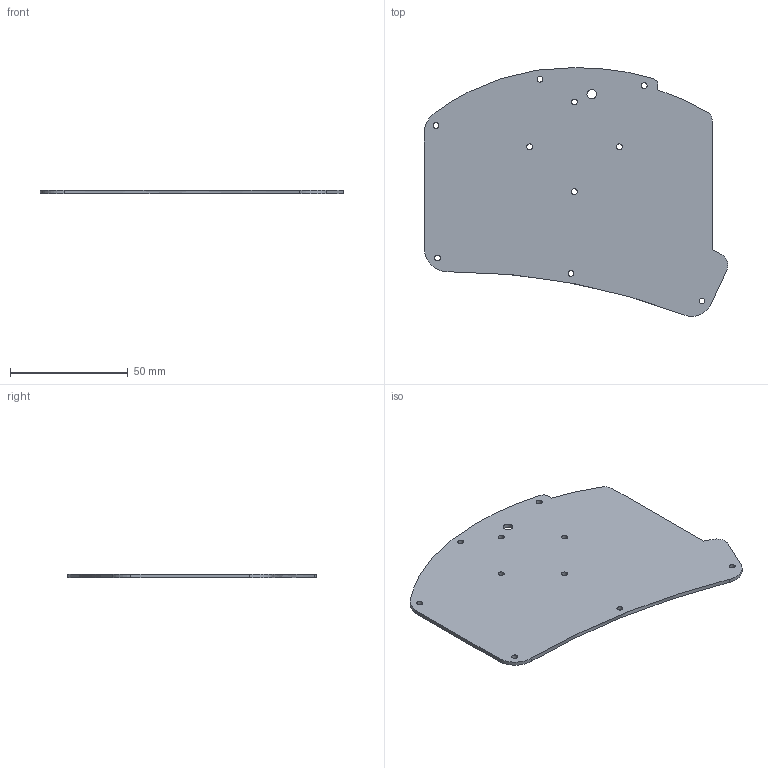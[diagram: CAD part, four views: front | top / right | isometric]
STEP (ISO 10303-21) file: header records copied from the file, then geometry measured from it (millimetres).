
FILE_DESCRIPTION(/* description */ (''),/* implementation_level */ '2;1');
FILE_NAME(/* name */ 'swweeep-bot-left.step',/* time_stamp */ '2022-10-26T23:35:11-07:00',/* author */ (''),/* organization */ (''),/* preprocessor_version */ 'ST-DEVELOPER v19.2',/* originating_system */ 'Autodesk Translation Framework v11.17.0.187',/* authorisation */ '');
FILE_SCHEMA (('AUTOMOTIVE_DESIGN { 1 0 10303 214 3 1 1 }'));
Length unit declared in the file: millimetre
Products named in the file (1): FusionComponent
Bounding box: 129.11 x 105.69 x 1.6 mm (x, y, z)
Volume: 16959 mm3; surface area: 21960 mm2
Topology: 1 solids, 1 shells, 29 faces, 81 edges, 54 vertices
Faces by surface type: cylinder 15, plane 8, bspline 6
Full cylindrical faces by diameter (mm): 2.5 x10, 4 x1
Entity records: 1150 total; most frequent: CARTESIAN_POINT 339, ORIENTED_EDGE 162, DIRECTION 145, EDGE_CURVE 81, VERTEX_POINT 54, AXIS2_PLACEMENT_3D 54, EDGE_LOOP 51, LINE 37
